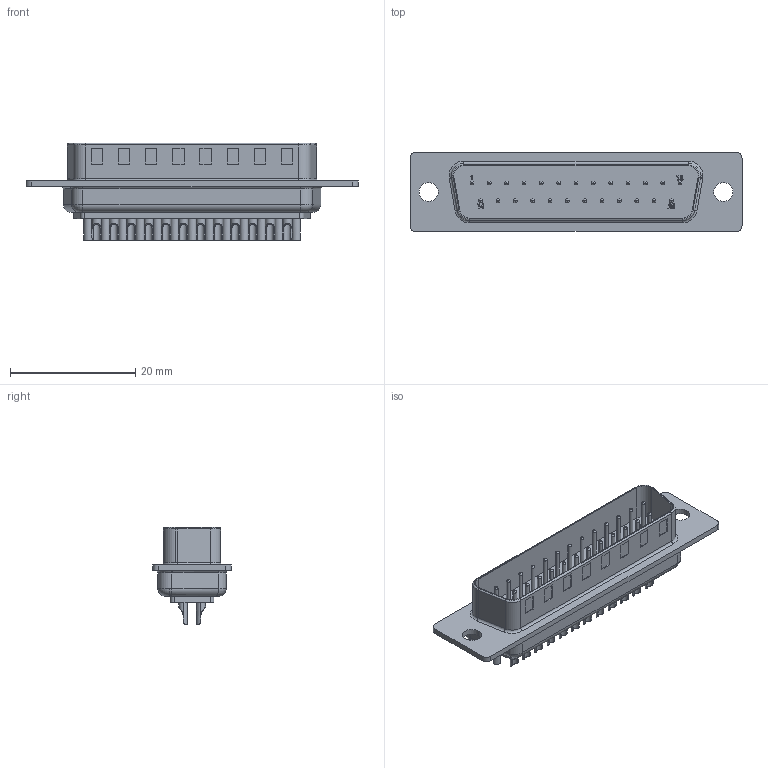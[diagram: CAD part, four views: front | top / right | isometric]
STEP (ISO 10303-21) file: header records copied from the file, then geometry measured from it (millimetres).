
FILE_DESCRIPTION (( 'STEP AP214' ), '1' );
FILE_NAME ('171-025-103.STEP', '2019-07-09T18:32:56', ( '' ), ( '' ), 'SwSTEP 2.0', 'SolidWorks 2017', '' );
FILE_SCHEMA (( 'AUTOMOTIVE_DESIGN' ));
Length unit declared in the file: millimetre
Products named in the file (1): 171-025-103
Bounding box: 53 x 12.6 x 15.52 mm (x, y, z)
Volume: 2830.2 mm3; surface area: 3883.8 mm2
Topology: 1 solids, 1 shells, 822 faces, 1979 edges, 1258 vertices
Faces by surface type: plane 383, cylinder 315, torus 70, bspline 54
Entity records: 33097 total; most frequent: CARTESIAN_POINT 8830, ORIENTED_EDGE 3958, DIRECTION 3673, EDGE_CURVE 1979, AXIS2_PLACEMENT_3D 1279, VERTEX_POINT 1258, VECTOR 1115, LINE 1115
